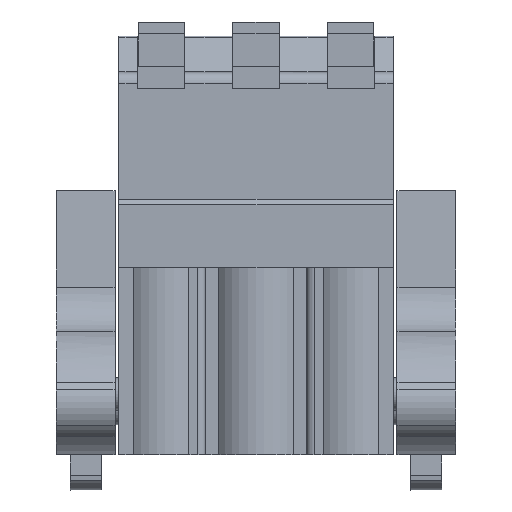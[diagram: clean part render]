
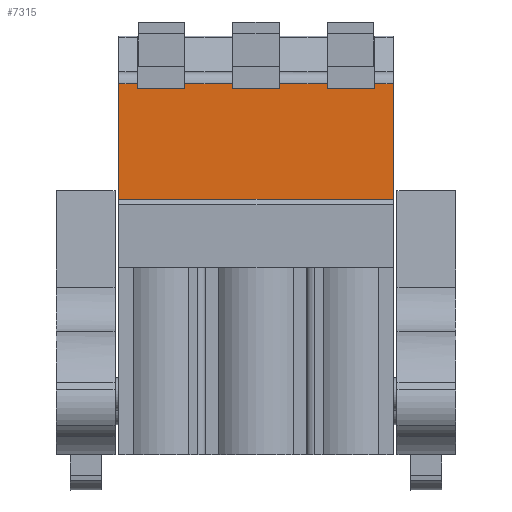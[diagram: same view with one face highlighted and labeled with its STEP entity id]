
A CAD part, front view. The second image highlights one B-rep face of the part: STEP entity #7315.
In plain terms, the highlighted planar face has unit normal (0, -1, 0).
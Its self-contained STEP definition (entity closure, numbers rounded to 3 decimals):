
#7199=AXIS2_PLACEMENT_3D('Plane Axis2P3D',#7196,#7197,#7198) ;
#5855=CARTESIAN_POINT('Vertex',(27.04,0.45,32.636)) ;
#5858=CARTESIAN_POINT('Line Origine',(27.04,0.45,27.991)) ;
#5862=CARTESIAN_POINT('Vertex',(27.04,0.45,23.346)) ;
#7176=CARTESIAN_POINT('Line Origine',(16.02,0.45,32.636)) ;
#7180=CARTESIAN_POINT('Vertex',(25.54,0.45,32.636)) ;
#7196=CARTESIAN_POINT('Axis2P3D Location',(5.,0.45,23.346)) ;
#7201=CARTESIAN_POINT('Line Origine',(10.3,0.45,32.426)) ;
#7205=CARTESIAN_POINT('Vertex',(10.3,0.45,32.636)) ;
#7207=CARTESIAN_POINT('Vertex',(10.3,0.45,32.216)) ;
#7210=CARTESIAN_POINT('Line Origine',(8.4,0.45,32.216)) ;
#7214=CARTESIAN_POINT('Vertex',(6.5,0.45,32.216)) ;
#7217=CARTESIAN_POINT('Line Origine',(6.5,0.45,32.426)) ;
#7221=CARTESIAN_POINT('Vertex',(6.5,0.45,32.636)) ;
#7224=CARTESIAN_POINT('Line Origine',(5.75,0.45,32.636)) ;
#7228=CARTESIAN_POINT('Vertex',(5.,0.45,32.636)) ;
#7231=CARTESIAN_POINT('Line Origine',(5.,0.45,27.991)) ;
#7235=CARTESIAN_POINT('Vertex',(5.,0.45,23.346)) ;
#7238=CARTESIAN_POINT('Line Origine',(16.02,0.45,23.346)) ;
#7243=CARTESIAN_POINT('Line Origine',(25.54,0.45,32.426)) ;
#7247=CARTESIAN_POINT('Vertex',(25.54,0.45,32.216)) ;
#7250=CARTESIAN_POINT('Line Origine',(23.64,0.45,32.216)) ;
#7254=CARTESIAN_POINT('Vertex',(21.74,0.45,32.216)) ;
#7257=CARTESIAN_POINT('Line Origine',(21.74,0.45,32.426)) ;
#7261=CARTESIAN_POINT('Vertex',(21.74,0.45,32.636)) ;
#7264=CARTESIAN_POINT('Line Origine',(19.83,0.45,32.636)) ;
#7268=CARTESIAN_POINT('Vertex',(17.92,0.45,32.636)) ;
#7271=CARTESIAN_POINT('Line Origine',(17.92,0.45,32.426)) ;
#7275=CARTESIAN_POINT('Vertex',(17.92,0.45,32.216)) ;
#7278=CARTESIAN_POINT('Line Origine',(16.02,0.45,32.216)) ;
#7282=CARTESIAN_POINT('Vertex',(14.12,0.45,32.216)) ;
#7285=CARTESIAN_POINT('Line Origine',(14.12,0.45,32.426)) ;
#7289=CARTESIAN_POINT('Vertex',(14.12,0.45,32.636)) ;
#7292=CARTESIAN_POINT('Line Origine',(12.21,0.45,32.636)) ;
#5859=DIRECTION('Vector Direction',(0.,0.,1.)) ;
#7177=DIRECTION('Vector Direction',(-1.,0.,0.)) ;
#7197=DIRECTION('Axis2P3D Direction',(0.,1.,0.)) ;
#7198=DIRECTION('Axis2P3D XDirection',(0.,0.,1.)) ;
#7202=DIRECTION('Vector Direction',(0.,0.,1.)) ;
#7211=DIRECTION('Vector Direction',(1.,0.,0.)) ;
#7218=DIRECTION('Vector Direction',(0.,0.,1.)) ;
#7225=DIRECTION('Vector Direction',(1.,0.,0.)) ;
#7232=DIRECTION('Vector Direction',(0.,0.,1.)) ;
#7239=DIRECTION('Vector Direction',(1.,0.,0.)) ;
#7244=DIRECTION('Vector Direction',(0.,0.,1.)) ;
#7251=DIRECTION('Vector Direction',(1.,0.,0.)) ;
#7258=DIRECTION('Vector Direction',(0.,0.,1.)) ;
#7265=DIRECTION('Vector Direction',(1.,0.,0.)) ;
#7272=DIRECTION('Vector Direction',(0.,0.,1.)) ;
#7279=DIRECTION('Vector Direction',(1.,0.,0.)) ;
#7286=DIRECTION('Vector Direction',(0.,0.,1.)) ;
#7293=DIRECTION('Vector Direction',(1.,0.,0.)) ;
#5860=VECTOR('Line Direction',#5859,1.) ;
#7178=VECTOR('Line Direction',#7177,1.) ;
#7203=VECTOR('Line Direction',#7202,1.) ;
#7212=VECTOR('Line Direction',#7211,1.) ;
#7219=VECTOR('Line Direction',#7218,1.) ;
#7226=VECTOR('Line Direction',#7225,1.) ;
#7233=VECTOR('Line Direction',#7232,1.) ;
#7240=VECTOR('Line Direction',#7239,1.) ;
#7245=VECTOR('Line Direction',#7244,1.) ;
#7252=VECTOR('Line Direction',#7251,1.) ;
#7259=VECTOR('Line Direction',#7258,1.) ;
#7266=VECTOR('Line Direction',#7265,1.) ;
#7273=VECTOR('Line Direction',#7272,1.) ;
#7280=VECTOR('Line Direction',#7279,1.) ;
#7287=VECTOR('Line Direction',#7286,1.) ;
#7294=VECTOR('Line Direction',#7293,1.) ;
#7298=ORIENTED_EDGE('',*,*,#7209,.T.) ;
#7299=ORIENTED_EDGE('',*,*,#7216,.F.) ;
#7300=ORIENTED_EDGE('',*,*,#7223,.F.) ;
#7301=ORIENTED_EDGE('',*,*,#7230,.F.) ;
#7302=ORIENTED_EDGE('',*,*,#7237,.F.) ;
#7303=ORIENTED_EDGE('',*,*,#7242,.T.) ;
#7304=ORIENTED_EDGE('',*,*,#5864,.T.) ;
#7305=ORIENTED_EDGE('',*,*,#7182,.F.) ;
#7306=ORIENTED_EDGE('',*,*,#7249,.T.) ;
#7307=ORIENTED_EDGE('',*,*,#7256,.F.) ;
#7308=ORIENTED_EDGE('',*,*,#7263,.F.) ;
#7309=ORIENTED_EDGE('',*,*,#7270,.F.) ;
#7310=ORIENTED_EDGE('',*,*,#7277,.T.) ;
#7311=ORIENTED_EDGE('',*,*,#7284,.F.) ;
#7312=ORIENTED_EDGE('',*,*,#7291,.F.) ;
#7313=ORIENTED_EDGE('',*,*,#7296,.F.) ;
#7315=ADVANCED_FACE('HOUSING',(#7314),#7200,.F.) ;
#5864=EDGE_CURVE('',#5863,#5856,#5861,.T.) ;
#7182=EDGE_CURVE('',#7181,#5856,#7179,.F.) ;
#7209=EDGE_CURVE('',#7206,#7208,#7204,.F.) ;
#7216=EDGE_CURVE('',#7215,#7208,#7213,.T.) ;
#7223=EDGE_CURVE('',#7222,#7215,#7220,.F.) ;
#7230=EDGE_CURVE('',#7229,#7222,#7227,.T.) ;
#7237=EDGE_CURVE('',#7236,#7229,#7234,.T.) ;
#7242=EDGE_CURVE('',#7236,#5863,#7241,.T.) ;
#7249=EDGE_CURVE('',#7181,#7248,#7246,.F.) ;
#7256=EDGE_CURVE('',#7255,#7248,#7253,.T.) ;
#7263=EDGE_CURVE('',#7262,#7255,#7260,.F.) ;
#7270=EDGE_CURVE('',#7269,#7262,#7267,.T.) ;
#7277=EDGE_CURVE('',#7269,#7276,#7274,.F.) ;
#7284=EDGE_CURVE('',#7283,#7276,#7281,.T.) ;
#7291=EDGE_CURVE('',#7290,#7283,#7288,.F.) ;
#7296=EDGE_CURVE('',#7206,#7290,#7295,.T.) ;
#7297=EDGE_LOOP('',(#7298,#7299,#7300,#7301,#7302,#7303,#7304,#7305,#7306,#7307,#7308,#7309,#7310,#7311,#7312,#7313)) ;
#7314=FACE_OUTER_BOUND('',#7297,.T.) ;
#5861=LINE('Line',#5858,#5860) ;
#7179=LINE('Line',#7176,#7178) ;
#7204=LINE('Line',#7201,#7203) ;
#7213=LINE('Line',#7210,#7212) ;
#7220=LINE('Line',#7217,#7219) ;
#7227=LINE('Line',#7224,#7226) ;
#7234=LINE('Line',#7231,#7233) ;
#7241=LINE('Line',#7238,#7240) ;
#7246=LINE('Line',#7243,#7245) ;
#7253=LINE('Line',#7250,#7252) ;
#7260=LINE('Line',#7257,#7259) ;
#7267=LINE('Line',#7264,#7266) ;
#7274=LINE('Line',#7271,#7273) ;
#7281=LINE('Line',#7278,#7280) ;
#7288=LINE('Line',#7285,#7287) ;
#7295=LINE('Line',#7292,#7294) ;
#7200=PLANE('',#7199) ;
#5856=VERTEX_POINT('',#5855) ;
#5863=VERTEX_POINT('',#5862) ;
#7181=VERTEX_POINT('',#7180) ;
#7206=VERTEX_POINT('',#7205) ;
#7208=VERTEX_POINT('',#7207) ;
#7215=VERTEX_POINT('',#7214) ;
#7222=VERTEX_POINT('',#7221) ;
#7229=VERTEX_POINT('',#7228) ;
#7236=VERTEX_POINT('',#7235) ;
#7248=VERTEX_POINT('',#7247) ;
#7255=VERTEX_POINT('',#7254) ;
#7262=VERTEX_POINT('',#7261) ;
#7269=VERTEX_POINT('',#7268) ;
#7276=VERTEX_POINT('',#7275) ;
#7283=VERTEX_POINT('',#7282) ;
#7290=VERTEX_POINT('',#7289) ;
